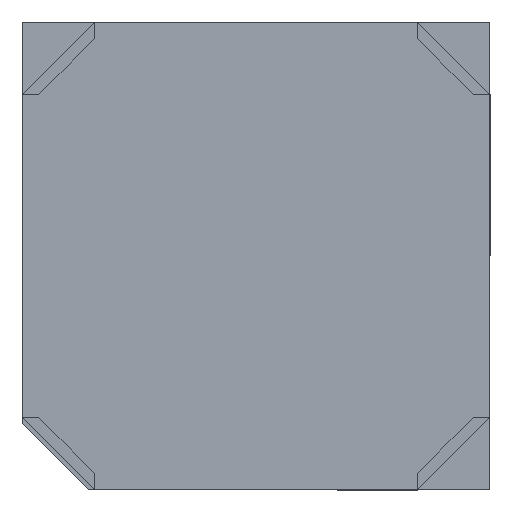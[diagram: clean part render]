
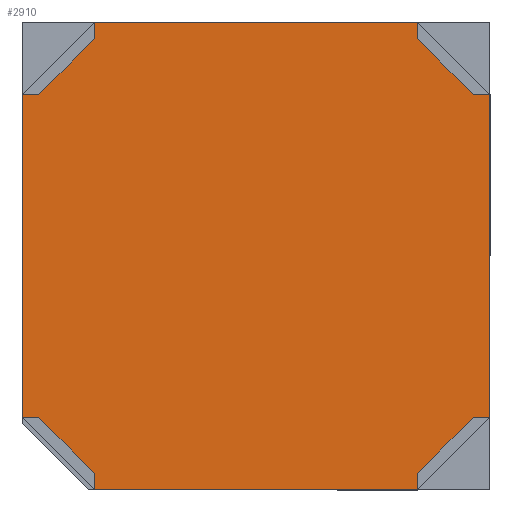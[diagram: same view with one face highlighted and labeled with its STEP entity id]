
A CAD part, front view. The second image highlights one B-rep face of the part: STEP entity #2910.
In plain terms, the highlighted planar face has unit normal (0, -1, 0).
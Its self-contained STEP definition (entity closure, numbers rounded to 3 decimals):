
#31 = CARTESIAN_POINT ( 'NONE',  ( -4.2, 0., -4.2 ) ) ;
#170 = VERTEX_POINT ( 'NONE', #1661 ) ;
#513 = CARTESIAN_POINT ( 'NONE',  ( -2.9, 0., 4.2 ) ) ;
#635 = LINE ( 'NONE', #4811, #793 ) ;
#738 = VECTOR ( 'NONE', #1769, 1000. ) ;
#751 = DIRECTION ( 'NONE',  ( 0.707, 0., 0.707 ) ) ;
#793 = VECTOR ( 'NONE', #2124, 1000. ) ;
#1124 = EDGE_CURVE ( 'NONE', #2065, #5803, #635, .T. ) ;
#1169 = VECTOR ( 'NONE', #2824, 1000. ) ;
#1321 = ORIENTED_EDGE ( 'NONE', *, *, #3506, .F. ) ;
#1347 = ORIENTED_EDGE ( 'NONE', *, *, #4020, .F. ) ;
#1464 = DIRECTION ( 'NONE',  ( 0., 0., 1. ) ) ;
#1581 = CARTESIAN_POINT ( 'NONE',  ( 4.2, 0., 2.9 ) ) ;
#1611 = CARTESIAN_POINT ( 'NONE',  ( -4.2, 0., -2.9 ) ) ;
#1653 = DIRECTION ( 'NONE',  ( 0., 0., 1. ) ) ;
#1661 = CARTESIAN_POINT ( 'NONE',  ( 4.2, 0., 2.9 ) ) ;
#1695 = EDGE_CURVE ( 'NONE', #170, #4079, #5458, .T. ) ;
#1752 = LINE ( 'NONE', #2278, #1169 ) ;
#1769 = DIRECTION ( 'NONE',  ( -1., 0., 0. ) ) ;
#1915 = EDGE_CURVE ( 'NONE', #5330, #7147, #3982, .T. ) ;
#2065 = VERTEX_POINT ( 'NONE', #1611 ) ;
#2124 = DIRECTION ( 'NONE',  ( 0.707, 0., -0.707 ) ) ;
#2198 = EDGE_CURVE ( 'NONE', #7097, #4847, #2975, .T. ) ;
#2206 = VECTOR ( 'NONE', #5159, 1000. ) ;
#2278 = CARTESIAN_POINT ( 'NONE',  ( 4.2, 0., -4.2 ) ) ;
#2350 = EDGE_CURVE ( 'NONE', #7097, #4079, #2384, .T. ) ;
#2384 = LINE ( 'NONE', #2849, #2206 ) ;
#2385 = LINE ( 'NONE', #31, #738 ) ;
#2758 = CARTESIAN_POINT ( 'NONE',  ( -4.2, 0., -4.2 ) ) ;
#2824 = DIRECTION ( 'NONE',  ( 0., 0., -1. ) ) ;
#2849 = CARTESIAN_POINT ( 'NONE',  ( -4.2, 0., 4.2 ) ) ;
#2892 = VECTOR ( 'NONE', #7114, 1000. ) ;
#2910 = ADVANCED_FACE ( 'NONE', ( #6779 ), #4185, .F. ) ;
#2975 = LINE ( 'NONE', #513, #2892 ) ;
#3024 = CARTESIAN_POINT ( 'NONE',  ( 2.9, 0., 4.2 ) ) ;
#3232 = ORIENTED_EDGE ( 'NONE', *, *, #1695, .T. ) ;
#3506 = EDGE_CURVE ( 'NONE', #170, #7147, #1752, .T. ) ;
#3982 = LINE ( 'NONE', #4028, #4059 ) ;
#4020 = EDGE_CURVE ( 'NONE', #2065, #4847, #4471, .T. ) ;
#4028 = CARTESIAN_POINT ( 'NONE',  ( 2.9, 0., -4.2 ) ) ;
#4059 = VECTOR ( 'NONE', #751, 1000. ) ;
#4079 = VERTEX_POINT ( 'NONE', #3024 ) ;
#4185 = PLANE ( 'NONE',  #6594 ) ;
#4275 = VECTOR ( 'NONE', #1653, 1000. ) ;
#4364 = DIRECTION ( 'NONE',  ( -0.707, 0., 0.707 ) ) ;
#4471 = LINE ( 'NONE', #2758, #4275 ) ;
#4541 = EDGE_LOOP ( 'NONE', ( #4706, #5314, #1321, #3232, #6474, #5766, #1347, #5564 ) ) ;
#4706 = ORIENTED_EDGE ( 'NONE', *, *, #5589, .F. ) ;
#4740 = DIRECTION ( 'NONE',  ( 0., 1., 0. ) ) ;
#4811 = CARTESIAN_POINT ( 'NONE',  ( -4.2, 0., -2.9 ) ) ;
#4847 = VERTEX_POINT ( 'NONE', #5995 ) ;
#4882 = CARTESIAN_POINT ( 'NONE',  ( 4.2, 0., -2.9 ) ) ;
#5159 = DIRECTION ( 'NONE',  ( 1., 0., 0. ) ) ;
#5270 = VECTOR ( 'NONE', #4364, 1000. ) ;
#5314 = ORIENTED_EDGE ( 'NONE', *, *, #1915, .T. ) ;
#5330 = VERTEX_POINT ( 'NONE', #6963 ) ;
#5342 = CARTESIAN_POINT ( 'NONE',  ( -2.9, 0., -4.2 ) ) ;
#5458 = LINE ( 'NONE', #1581, #5270 ) ;
#5564 = ORIENTED_EDGE ( 'NONE', *, *, #1124, .T. ) ;
#5589 = EDGE_CURVE ( 'NONE', #5330, #5803, #2385, .T. ) ;
#5766 = ORIENTED_EDGE ( 'NONE', *, *, #2198, .T. ) ;
#5803 = VERTEX_POINT ( 'NONE', #5342 ) ;
#5995 = CARTESIAN_POINT ( 'NONE',  ( -4.2, 0., 2.9 ) ) ;
#6474 = ORIENTED_EDGE ( 'NONE', *, *, #2350, .F. ) ;
#6594 = AXIS2_PLACEMENT_3D ( 'NONE', #6820, #4740, #1464 ) ;
#6779 = FACE_OUTER_BOUND ( 'NONE', #4541, .T. ) ;
#6820 = CARTESIAN_POINT ( 'NONE',  ( 0., 0., 0. ) ) ;
#6963 = CARTESIAN_POINT ( 'NONE',  ( 2.9, 0., -4.2 ) ) ;
#7096 = CARTESIAN_POINT ( 'NONE',  ( -2.9, 0., 4.2 ) ) ;
#7097 = VERTEX_POINT ( 'NONE', #7096 ) ;
#7114 = DIRECTION ( 'NONE',  ( -0.707, 0., -0.707 ) ) ;
#7147 = VERTEX_POINT ( 'NONE', #4882 ) ;
